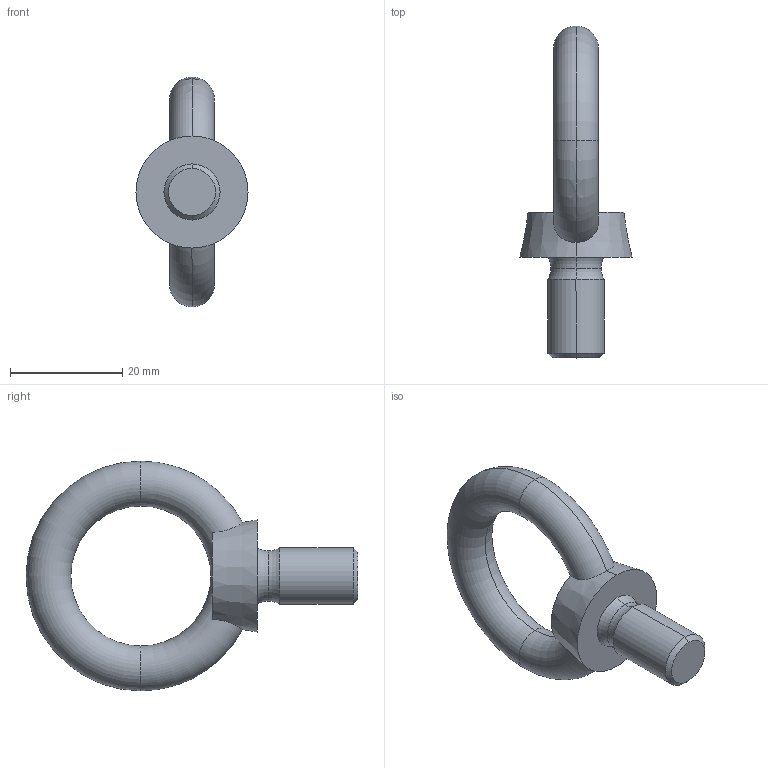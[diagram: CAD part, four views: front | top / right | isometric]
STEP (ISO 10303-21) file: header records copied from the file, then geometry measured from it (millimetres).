
FILE_DESCRIPTION (( 'STEP AP214' ), '1' );
FILE_NAME ('P0000009446.STEP', '2025-11-04T09:37:35', ( 'Microsoft' ), ( 'Microsoft' ), 'SwSTEP 2.0', 'SolidWorks 2025', '' );
FILE_SCHEMA (( 'AUTOMOTIVE_DESIGN' ));
Length unit declared in the file: millimetre
Products named in the file (1): P0000009446
Bounding box: 20 x 59.25 x 41 mm (x, y, z)
Volume: 7922.3 mm3; surface area: 3664.7 mm2
Topology: 1 solids, 1 shells, 18 faces, 39 edges, 22 vertices
Faces by surface type: torus 8, cone 4, plane 4, cylinder 2
Entity records: 647 total; most frequent: CARTESIAN_POINT 218, DIRECTION 98, ORIENTED_EDGE 78, AXIS2_PLACEMENT_3D 46, EDGE_CURVE 39, CIRCLE 27, VERTEX_POINT 22, EDGE_LOOP 19
